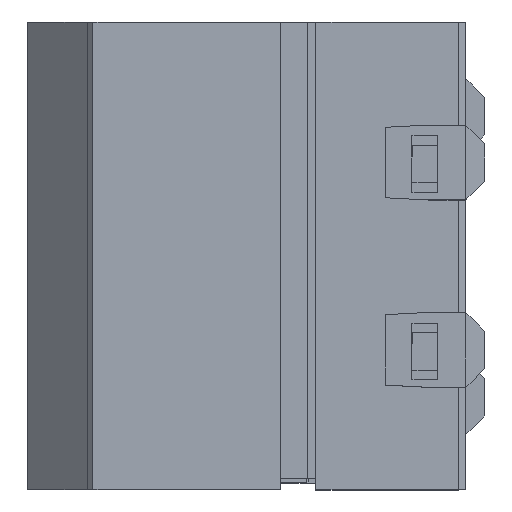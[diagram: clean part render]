
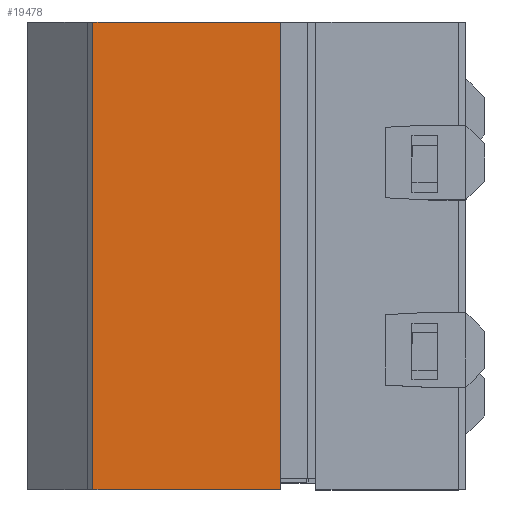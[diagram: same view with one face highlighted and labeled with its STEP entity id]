
A CAD part, top view. The second image highlights one B-rep face of the part: STEP entity #19478.
In plain terms, the highlighted planar face has unit normal (0, 0, 1).
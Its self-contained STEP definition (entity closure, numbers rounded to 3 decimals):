
#1434=FACE_OUTER_BOUND('',#2639,.T.);
#2639=EDGE_LOOP('',(#16298,#16299,#16300,#16301));
#4888=LINE('',#30573,#7393);
#4889=LINE('',#30576,#7394);
#4890=LINE('',#30578,#7395);
#4891=LINE('',#30579,#7396);
#7393=VECTOR('',#25176,24.95);
#7394=VECTOR('',#25179,10.);
#7395=VECTOR('',#25180,10.);
#7396=VECTOR('',#25181,24.95);
#9219=VERTEX_POINT('',#30569);
#9220=VERTEX_POINT('',#30571);
#9221=VERTEX_POINT('',#30575);
#9222=VERTEX_POINT('',#30577);
#11636=EDGE_CURVE('',#9219,#9220,#4888,.T.);
#11637=EDGE_CURVE('',#9219,#9221,#4889,.T.);
#11638=EDGE_CURVE('',#9222,#9220,#4890,.T.);
#11639=EDGE_CURVE('',#9221,#9222,#4891,.T.);
#16298=ORIENTED_EDGE('',*,*,#11637,.F.);
#16299=ORIENTED_EDGE('',*,*,#11636,.T.);
#16300=ORIENTED_EDGE('',*,*,#11638,.F.);
#16301=ORIENTED_EDGE('',*,*,#11639,.F.);
#18317=PLANE('',#20839);
#19478=ADVANCED_FACE('',(#1434),#18317,.T.);
#20839=AXIS2_PLACEMENT_3D('',#30574,#25177,#25178);
#25176=DIRECTION('',(0.,1.,0.));
#25177=DIRECTION('center_axis',(0.,0.,
1.));
#25178=DIRECTION('ref_axis',(1.,0.,0.));
#25179=DIRECTION('',(-1.,0.,0.));
#25180=DIRECTION('',(1.,0.,0.));
#25181=DIRECTION('',(0.,1.,0.));
#30569=CARTESIAN_POINT('',(7.3,-12.963,12.2));
#30571=CARTESIAN_POINT('',(7.3,11.988,12.2));
#30573=CARTESIAN_POINT('',(7.3,-12.963,12.2));
#30574=CARTESIAN_POINT('Origin',(-2.7,-12.963,12.2));
#30575=CARTESIAN_POINT('',(-2.7,-12.963,12.2));
#30576=CARTESIAN_POINT('',(7.3,-12.963,12.2));
#30577=CARTESIAN_POINT('',(-2.7,11.988,12.2));
#30578=CARTESIAN_POINT('',(7.3,11.988,12.2));
#30579=CARTESIAN_POINT('',(-2.7,-12.963,12.2));
